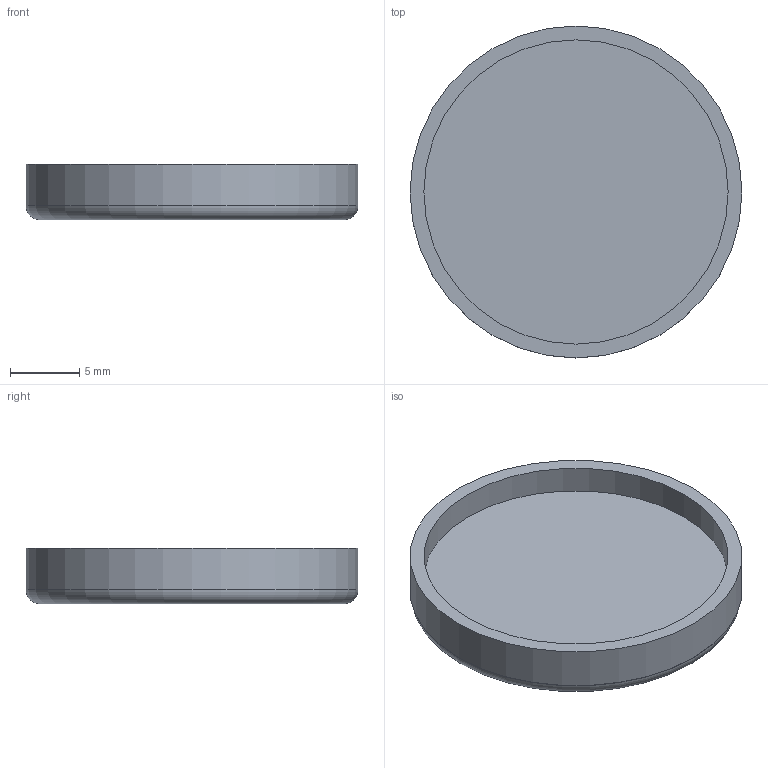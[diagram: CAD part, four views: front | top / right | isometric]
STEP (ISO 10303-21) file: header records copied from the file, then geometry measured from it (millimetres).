
FILE_DESCRIPTION(('Open CASCADE Model'),'2;1');
FILE_NAME('Open CASCADE Shape Model','2024-07-13T22:07:44',('Author'),( 'Open CASCADE'),'Open CASCADE STEP processor 7.7','Open CASCADE 7.7' ,'Unknown');
FILE_SCHEMA(('AUTOMOTIVE_DESIGN { 1 0 10303 214 1 1 1 1 }'));
Length unit declared in the file: millimetre
Products named in the file (7): d54c9eb9-415b-11ef-a390-3c58c272c2b0; d54c9eba-415b-11ef-b1f8-3c58c272c2b0; d54c9eba-415b-11ef-b1f8-3c58c272c2b0_part; d6ce2c20-415b-11ef-8235-3c58c272c2b0; d6ce2c20-415b-11ef-8235-3c58c272c2b0_part; e26421ef-415b-11ef-b860-3c58c272c2b0; e26421ef-415b-11ef-b860-3c58c272c2b0_part
Assembly tree (6 placements, depth 3):
  d54c9eb9-415b-11ef-a390-3c58c272c2b0
    d54c9eba-415b-11ef-b1f8-3c58c272c2b0
      d54c9eba-415b-11ef-b1f8-3c58c272c2b0_part
    d6ce2c20-415b-11ef-8235-3c58c272c2b0
      d6ce2c20-415b-11ef-8235-3c58c272c2b0_part
    e26421ef-415b-11ef-b860-3c58c272c2b0
      e26421ef-415b-11ef-b860-3c58c272c2b0_part
Bounding box: 24 x 24 x 4 mm (x, y, z)
Volume: 1307.2 mm3; surface area: 2146.7 mm2
Topology: 3 solids, 3 shells, 13 faces, 19 edges, 12 vertices
Faces by surface type: plane 6, cylinder 5, torus 2
Full cylindrical faces by diameter (mm): 22 x2, 24 x3
Entity records: 656 total; most frequent: DIRECTION 107, CARTESIAN_POINT 93, ORIENTED_EDGE 38, PCURVE 38, DEFINITIONAL_REPRESENTATION 38, AXIS2_PLACEMENT_3D 34, LINE 29, VECTOR 29
